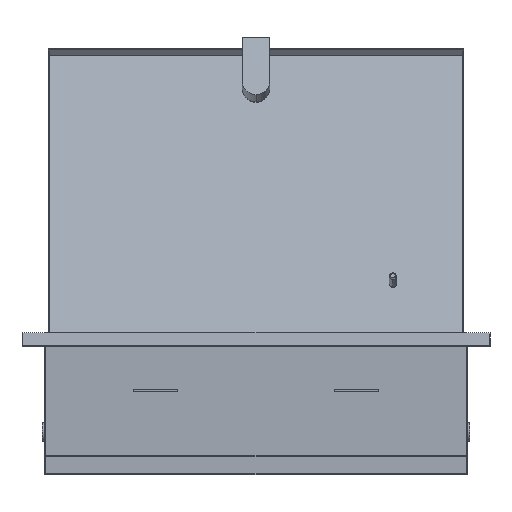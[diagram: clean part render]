
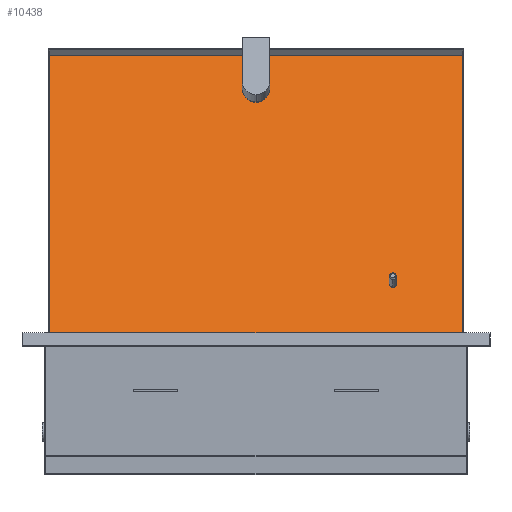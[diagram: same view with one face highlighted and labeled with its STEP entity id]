
A CAD part, left-side view. The second image highlights one B-rep face of the part: STEP entity #10438.
In plain terms, the highlighted face is planar.
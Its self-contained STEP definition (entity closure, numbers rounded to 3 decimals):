
#5 = CARTESIAN_POINT ( 'NONE',  ( 70., -115.5, -1. ) ) ;
#807 = ORIENTED_EDGE ( 'NONE', *, *, #3824, .F. ) ;
#883 = CARTESIAN_POINT ( 'NONE',  ( 76., -115.5, -1. ) ) ;
#915 = DIRECTION ( 'NONE',  ( 1., 0., 0. ) ) ;
#966 = VERTEX_POINT ( 'NONE', #7566 ) ;
#1232 = DIRECTION ( 'NONE',  ( 1., 0., 0. ) ) ;
#1425 = CARTESIAN_POINT ( 'NONE',  ( -132., 0., -1. ) ) ;
#1550 = FACE_OUTER_BOUND ( 'NONE', #3502, .T. ) ;
#1937 = ORIENTED_EDGE ( 'NONE', *, *, #4227, .F. ) ;
#2040 = EDGE_CURVE ( 'NONE', #8284, #11109, #11946, .T. ) ;
#2317 = CARTESIAN_POINT ( 'NONE',  ( -102., 0., -1. ) ) ;
#2691 = LINE ( 'NONE', #5897, #8349 ) ;
#2887 = CARTESIAN_POINT ( 'NONE',  ( 132., -174.5, -1. ) ) ;
#2932 = ORIENTED_EDGE ( 'NONE', *, *, #4705, .F. ) ;
#3107 = PLANE ( 'NONE',  #9527 ) ;
#3407 = CARTESIAN_POINT ( 'NONE',  ( 73., -115.5, -1. ) ) ;
#3502 = EDGE_LOOP ( 'NONE', ( #5322, #12357, #5523, #2932 ) ) ;
#3824 = EDGE_CURVE ( 'NONE', #10901, #11725, #11403, .T. ) ;
#3904 = DIRECTION ( 'NONE',  ( 0., 0., 1. ) ) ;
#4138 = CARTESIAN_POINT ( 'NONE',  ( 132., 174.5, -1. ) ) ;
#4227 = EDGE_CURVE ( 'NONE', #11725, #10901, #8991, .T. ) ;
#4235 = EDGE_LOOP ( 'NONE', ( #9827, #5256 ) ) ;
#4403 = CARTESIAN_POINT ( 'NONE',  ( -90.5, 0., -1. ) ) ;
#4652 = CARTESIAN_POINT ( 'NONE',  ( 0., 0., -1. ) ) ;
#4705 = EDGE_CURVE ( 'NONE', #966, #10389, #2691, .T. ) ;
#4818 = CARTESIAN_POINT ( 'NONE',  ( -102., 0., -1. ) ) ;
#5068 = DIRECTION ( 'NONE',  ( 0., 0., 1. ) ) ;
#5234 = AXIS2_PLACEMENT_3D ( 'NONE', #4818, #9811, #915 ) ;
#5256 = ORIENTED_EDGE ( 'NONE', *, *, #6849, .T. ) ;
#5322 = ORIENTED_EDGE ( 'NONE', *, *, #8659, .F. ) ;
#5344 = AXIS2_PLACEMENT_3D ( 'NONE', #3407, #12021, #7650 ) ;
#5415 = VECTOR ( 'NONE', #7978, 1000. ) ;
#5523 = ORIENTED_EDGE ( 'NONE', *, *, #10051, .F. ) ;
#5897 = CARTESIAN_POINT ( 'NONE',  ( 0., -174.5, -1. ) ) ;
#6492 = LINE ( 'NONE', #10403, #11816 ) ;
#6602 = CARTESIAN_POINT ( 'NONE',  ( 73., -115.5, -1. ) ) ;
#6686 = DIRECTION ( 'NONE',  ( -1., 0., 0. ) ) ;
#6849 = EDGE_CURVE ( 'NONE', #11109, #8284, #7725, .T. ) ;
#7231 = VERTEX_POINT ( 'NONE', #9110 ) ;
#7256 = VECTOR ( 'NONE', #8610, 1000. ) ;
#7566 = CARTESIAN_POINT ( 'NONE',  ( -132., -174.5, -1. ) ) ;
#7650 = DIRECTION ( 'NONE',  ( 1., 0., 0. ) ) ;
#7725 = CIRCLE ( 'NONE', #11199, 11.5 ) ;
#7810 = EDGE_LOOP ( 'NONE', ( #807, #1937 ) ) ;
#7978 = DIRECTION ( 'NONE',  ( 0., -1., 0. ) ) ;
#8280 = AXIS2_PLACEMENT_3D ( 'NONE', #6602, #10353, #1232 ) ;
#8284 = VERTEX_POINT ( 'NONE', #4403 ) ;
#8286 = DIRECTION ( 'NONE',  ( 1., 0., 0. ) ) ;
#8349 = VECTOR ( 'NONE', #9640, 1000. ) ;
#8610 = DIRECTION ( 'NONE',  ( 0., 1., 0. ) ) ;
#8644 = CARTESIAN_POINT ( 'NONE',  ( -113.5, 0., -1. ) ) ;
#8659 = EDGE_CURVE ( 'NONE', #7231, #966, #9730, .T. ) ;
#8991 = CIRCLE ( 'NONE', #5344, 3. ) ;
#9110 = CARTESIAN_POINT ( 'NONE',  ( -132., 174.5, -1. ) ) ;
#9527 = AXIS2_PLACEMENT_3D ( 'NONE', #4652, #5068, #8286 ) ;
#9640 = DIRECTION ( 'NONE',  ( 1., 0., 0. ) ) ;
#9730 = LINE ( 'NONE', #1425, #5415 ) ;
#9811 = DIRECTION ( 'NONE',  ( 0., 0., 1. ) ) ;
#9827 = ORIENTED_EDGE ( 'NONE', *, *, #2040, .T. ) ;
#10051 = EDGE_CURVE ( 'NONE', #10389, #12155, #10795, .T. ) ;
#10340 = EDGE_CURVE ( 'NONE', #12155, #7231, #6492, .T. ) ;
#10353 = DIRECTION ( 'NONE',  ( 0., 0., -1. ) ) ;
#10389 = VERTEX_POINT ( 'NONE', #2887 ) ;
#10403 = CARTESIAN_POINT ( 'NONE',  ( 0., 174.5, -1. ) ) ;
#10427 = FACE_BOUND ( 'NONE', #7810, .T. ) ;
#10438 = ADVANCED_FACE ( 'NONE', ( #11899, #1550, #10427 ), #3107, .F. ) ;
#10575 = CARTESIAN_POINT ( 'NONE',  ( 132., 0., -1. ) ) ;
#10795 = LINE ( 'NONE', #10575, #7256 ) ;
#10880 = DIRECTION ( 'NONE',  ( 1., 0., 0. ) ) ;
#10901 = VERTEX_POINT ( 'NONE', #883 ) ;
#11109 = VERTEX_POINT ( 'NONE', #8644 ) ;
#11199 = AXIS2_PLACEMENT_3D ( 'NONE', #2317, #3904, #10880 ) ;
#11403 = CIRCLE ( 'NONE', #8280, 3. ) ;
#11725 = VERTEX_POINT ( 'NONE', #5 ) ;
#11816 = VECTOR ( 'NONE', #6686, 1000. ) ;
#11899 = FACE_BOUND ( 'NONE', #4235, .T. ) ;
#11946 = CIRCLE ( 'NONE', #5234, 11.5 ) ;
#12021 = DIRECTION ( 'NONE',  ( 0., 0., -1. ) ) ;
#12155 = VERTEX_POINT ( 'NONE', #4138 ) ;
#12357 = ORIENTED_EDGE ( 'NONE', *, *, #10340, .F. ) ;
